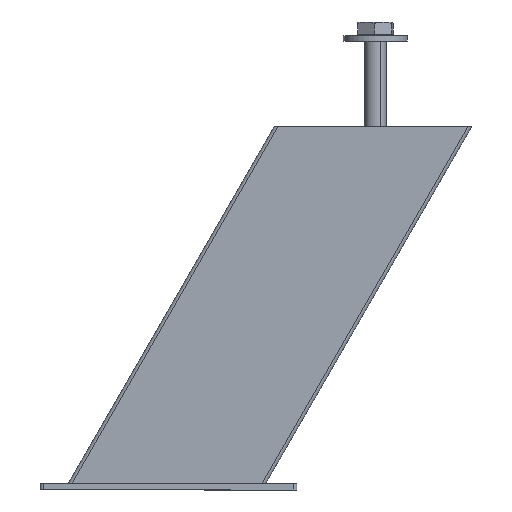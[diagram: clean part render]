
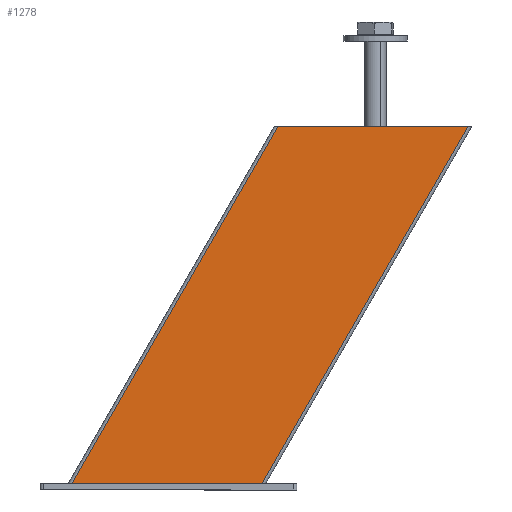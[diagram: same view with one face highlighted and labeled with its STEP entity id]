
A CAD part, left-side view. The second image highlights one B-rep face of the part: STEP entity #1278.
In plain terms, the highlighted planar face has unit normal (-1, 0, 0).
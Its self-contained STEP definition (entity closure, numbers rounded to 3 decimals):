
#1278=ADVANCED_FACE('',(#2552),#2553,.T.);
#2552=FACE_OUTER_BOUND('',#3636,.T.);
#2553=PLANE('',#3637);
#3636=EDGE_LOOP('',(#5029,#5030,#5031,#5032));
#3637=AXIS2_PLACEMENT_3D('',#5033,#5034,#5035);
#5029=ORIENTED_EDGE('',*,*,#7534,.T.);
#5030=ORIENTED_EDGE('',*,*,#7535,.T.);
#5031=ORIENTED_EDGE('',*,*,#7536,.T.);
#5032=ORIENTED_EDGE('',*,*,#7537,.F.);
#5033=CARTESIAN_POINT('',(-39.85,275.927,-398.62));
#5034=DIRECTION('',(-1.0,0.,0.));
#5035=DIRECTION('',(0.,0.866,0.5));
#7534=EDGE_CURVE('',#8884,#8885,#8886,.T.);
#7535=EDGE_CURVE('',#8885,#8887,#8888,.T.);
#7536=EDGE_CURVE('',#8887,#8889,#8890,.F.);
#7537=EDGE_CURVE('',#8884,#8889,#8891,.T.);
#8884=VERTEX_POINT('',#10032);
#8885=VERTEX_POINT('',#10033);
#8886=LINE('',#10034,#10035);
#8887=VERTEX_POINT('',#10036);
#8888=LINE('',#10037,#10038);
#8889=VERTEX_POINT('',#10039);
#8890=LINE('',#10040,#10041);
#8891=LINE('',#10042,#10043);
#10032=CARTESIAN_POINT('',(-39.85,-43.706,-2.));
#10033=CARTESIAN_POINT('',(-39.85,-140.123,165.0));
#10034=CARTESIAN_POINT('',(-39.85,207.944,-437.87));
#10035=VECTOR('',#11268,1000.0);
#10036=CARTESIAN_POINT('',(-39.85,-51.211,165.0));
#10037=CARTESIAN_POINT('',(-39.85,-141.855,165.0));
#10038=VECTOR('',#11269,1000.0);
#10039=CARTESIAN_POINT('',(-39.85,45.206,-2.));
#10040=CARTESIAN_POINT('',(-39.85,274.628,-399.37));
#10041=VECTOR('',#11270,1000.0);
#10042=CARTESIAN_POINT('',(-39.85,-45.438,-2.));
#10043=VECTOR('',#11271,1000.0);
#11268=DIRECTION('',(0.,-0.5,0.866));
#11269=DIRECTION('',(0.,1.0,0.));
#11270=DIRECTION('',(0.,-0.5,0.866));
#11271=DIRECTION('',(0.,1.0,0.));
